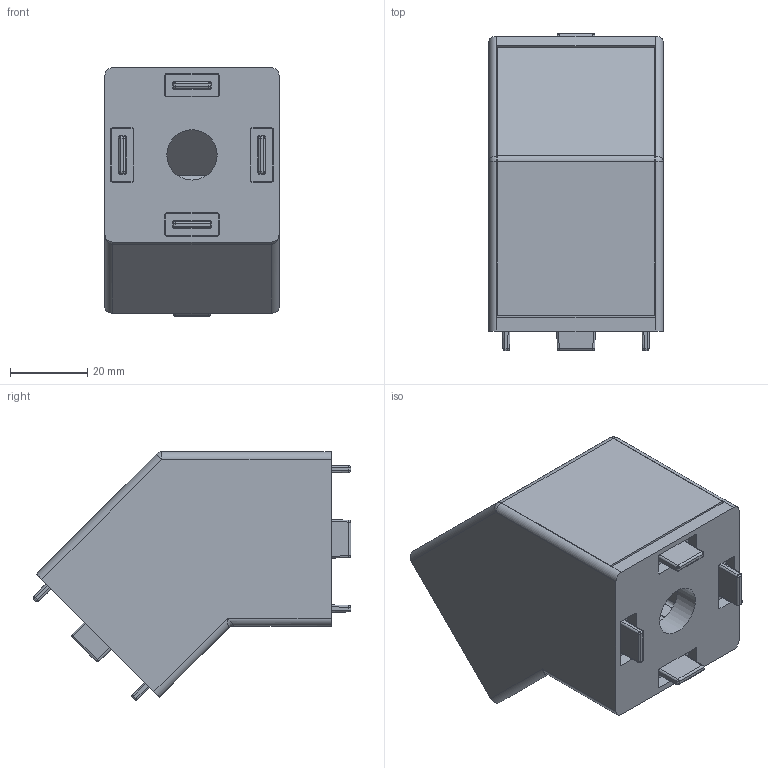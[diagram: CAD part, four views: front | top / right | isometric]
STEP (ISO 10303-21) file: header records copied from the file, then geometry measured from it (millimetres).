
FILE_DESCRIPTION(('STEP AP203'),'1');
FILE_NAME('FIXE10B1205.stp','2023-10-17T11:28:44',(' '),(' '),'Spatial InterOp 3D',' ',' ');
FILE_SCHEMA(('CONFIG_CONTROL_DESIGN'));
Length unit declared in the file: millimetre
Products named in the file (3): Equerre de renfort 10 45-45°, cache noir; WRENF1045-B; WRENF1045-B_cache
Assembly tree (2 placements, depth 2):
  Equerre de renfort 10 45-45°, cache noir
    WRENF1045-B
    WRENF1045-B_cache
Bounding box: 45 x 81.99 x 64.15 mm (x, y, z)
Volume: 60234.5 mm3; surface area: 34583.5 mm2
Topology: 2 solids, 2 shells, 596 faces, 1474 edges, 882 vertices
Faces by surface type: cylinder 223, plane 213, cone 52, sphere 48, bspline 34, torus 26
Full cylindrical faces by diameter (mm): 4 x4, 13 x2
Entity records: 19020 total; most frequent: CARTESIAN_POINT 5216, ORIENTED_EDGE 2868, DIRECTION 2736, EDGE_CURVE 1434, AXIS2_PLACEMENT_3D 1000, VERTEX_POINT 880, LINE 736, VECTOR 736
